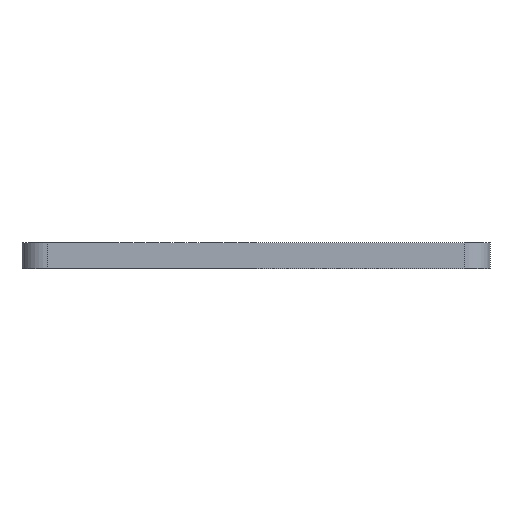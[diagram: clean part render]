
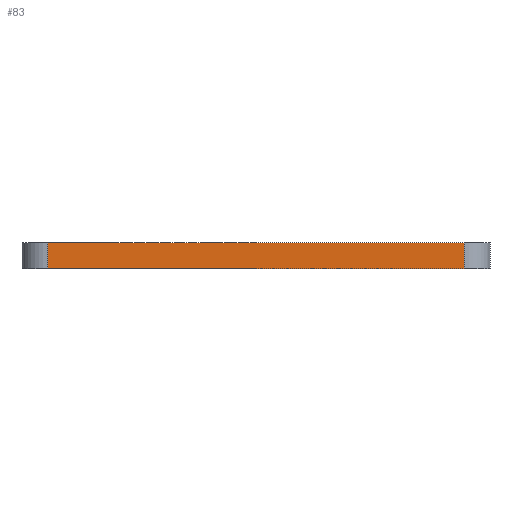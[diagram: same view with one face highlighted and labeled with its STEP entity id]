
A CAD part, left-side view. The second image highlights one B-rep face of the part: STEP entity #83.
In plain terms, the highlighted planar face has unit normal (-1, 0, 0).
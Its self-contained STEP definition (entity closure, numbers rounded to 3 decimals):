
#29 = PLANE ( 'NONE',  #348 ) ;
#30 = VECTOR ( 'NONE', #48, 1000. ) ;
#48 = DIRECTION ( 'NONE',  ( 0., 0., -1. ) ) ;
#76 = EDGE_CURVE ( 'NONE', #616, #487, #374, .T. ) ;
#83 = ADVANCED_FACE ( 'NONE', ( #427 ), #29, .T. ) ;
#90 = CARTESIAN_POINT ( 'NONE',  ( -10.25, -8., -0.5 ) ) ;
#113 = VECTOR ( 'NONE', #699, 1000. ) ;
#115 = VECTOR ( 'NONE', #368, 1000. ) ;
#141 = ORIENTED_EDGE ( 'NONE', *, *, #262, .T. ) ;
#147 = LINE ( 'NONE', #248, #113 ) ;
#160 = CARTESIAN_POINT ( 'NONE',  ( -10.25, -8., 0.5 ) ) ;
#178 = CARTESIAN_POINT ( 'NONE',  ( -10.25, 8., 0.5 ) ) ;
#248 = CARTESIAN_POINT ( 'NONE',  ( -10.25, -9., -0.5 ) ) ;
#262 = EDGE_CURVE ( 'NONE', #613, #638, #724, .T. ) ;
#340 = CARTESIAN_POINT ( 'NONE',  ( -10.25, -9., 0.5 ) ) ;
#343 = ORIENTED_EDGE ( 'NONE', *, *, #350, .F. ) ;
#348 = AXIS2_PLACEMENT_3D ( 'NONE', #588, #582, #535 ) ;
#350 = EDGE_CURVE ( 'NONE', #613, #487, #522, .T. ) ;
#368 = DIRECTION ( 'NONE',  ( 0., 0., 1. ) ) ;
#370 = CARTESIAN_POINT ( 'NONE',  ( -10.25, 8., -0.5 ) ) ;
#374 = LINE ( 'NONE', #90, #115 ) ;
#427 = FACE_OUTER_BOUND ( 'NONE', #593, .T. ) ;
#487 = VERTEX_POINT ( 'NONE', #160 ) ;
#522 = LINE ( 'NONE', #340, #667 ) ;
#535 = DIRECTION ( 'NONE',  ( 0., 0., 1. ) ) ;
#582 = DIRECTION ( 'NONE',  ( -1., 0., 0. ) ) ;
#588 = CARTESIAN_POINT ( 'NONE',  ( -10.25, -9., -0.5 ) ) ;
#593 = EDGE_LOOP ( 'NONE', ( #693, #726, #343, #141 ) ) ;
#610 = CARTESIAN_POINT ( 'NONE',  ( -10.25, -8., -0.5 ) ) ;
#613 = VERTEX_POINT ( 'NONE', #178 ) ;
#616 = VERTEX_POINT ( 'NONE', #610 ) ;
#638 = VERTEX_POINT ( 'NONE', #370 ) ;
#648 = CARTESIAN_POINT ( 'NONE',  ( -10.25, 8., -0.5 ) ) ;
#667 = VECTOR ( 'NONE', #688, 1000. ) ;
#688 = DIRECTION ( 'NONE',  ( 0., -1., 0. ) ) ;
#693 = ORIENTED_EDGE ( 'NONE', *, *, #731, .T. ) ;
#699 = DIRECTION ( 'NONE',  ( 0., -1., 0. ) ) ;
#724 = LINE ( 'NONE', #648, #30 ) ;
#726 = ORIENTED_EDGE ( 'NONE', *, *, #76, .T. ) ;
#731 = EDGE_CURVE ( 'NONE', #638, #616, #147, .T. ) ;
